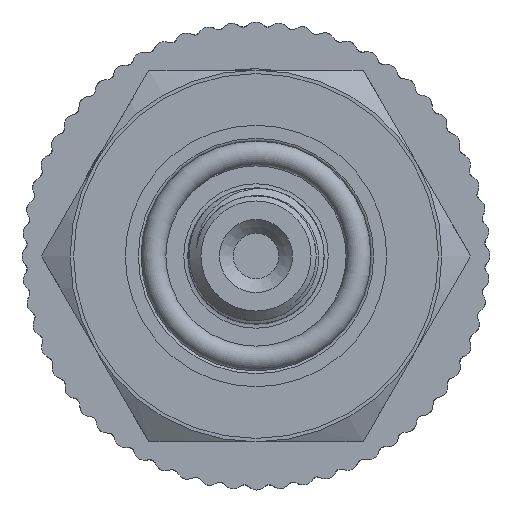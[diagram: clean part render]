
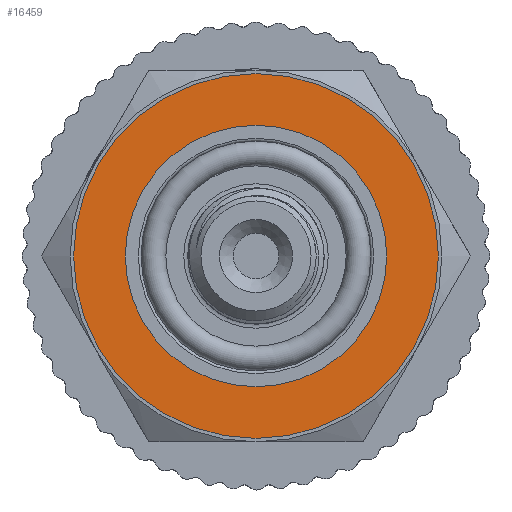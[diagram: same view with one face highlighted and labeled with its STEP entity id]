
A CAD part, left-side view. The second image highlights one B-rep face of the part: STEP entity #16459.
In plain terms, the highlighted planar face has unit normal (-1, 0, 0).
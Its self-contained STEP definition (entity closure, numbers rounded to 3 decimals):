
#665=PLANE('',#17284);
#925=FACE_BOUND('',#2331,.T.);
#1370=FACE_OUTER_BOUND('',#2330,.T.);
#2330=EDGE_LOOP('',(#12607));
#2331=EDGE_LOOP('',(#12608));
#3008=CIRCLE('',#17262,13.25);
#3019=CIRCLE('',#17283,9.5);
#7043=VERTEX_POINT('',#28903);
#7056=VERTEX_POINT('',#30534);
#9076=EDGE_CURVE('',#7043,#7043,#3008,.T.);
#9103=EDGE_CURVE('',#7056,#7056,#3019,.T.);
#12607=ORIENTED_EDGE('',*,*,#9076,.T.);
#12608=ORIENTED_EDGE('',*,*,#9103,.T.);
#16459=ADVANCED_FACE('',(#1370,#925),#665,.T.);
#17262=AXIS2_PLACEMENT_3D('',#28904,#18471,#18472);
#17283=AXIS2_PLACEMENT_3D('',#30535,#18516,#18517);
#17284=AXIS2_PLACEMENT_3D('',#30537,#18519,#18520);
#18471=DIRECTION('center_axis',(-1.,0.,0.));
#18472=DIRECTION('ref_axis',(0.,1.,0.));
#18516=DIRECTION('center_axis',(1.,0.,0.));
#18517=DIRECTION('ref_axis',(0.,0.,-1.));
#18519=DIRECTION('center_axis',(-1.,0.,0.));
#18520=DIRECTION('ref_axis',(0.,0.,1.));
#28903=CARTESIAN_POINT('',(-48.,-13.25,0.));
#28904=CARTESIAN_POINT('Origin',(-48.,0.,0.));
#30534=CARTESIAN_POINT('',(-48.,-9.5,0.));
#30535=CARTESIAN_POINT('Origin',(-48.,0.,0.));
#30537=CARTESIAN_POINT('Origin',(-48.,13.5,0.));
